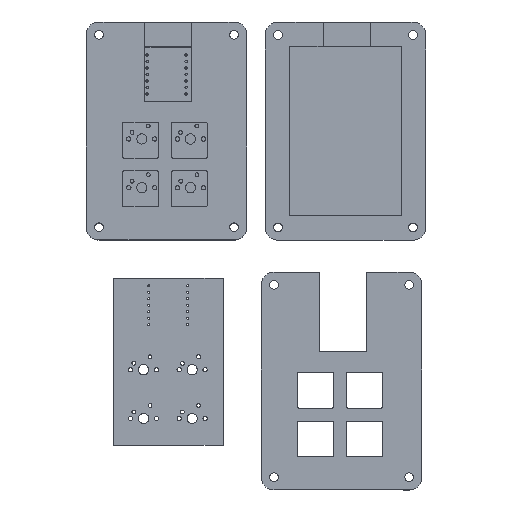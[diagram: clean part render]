
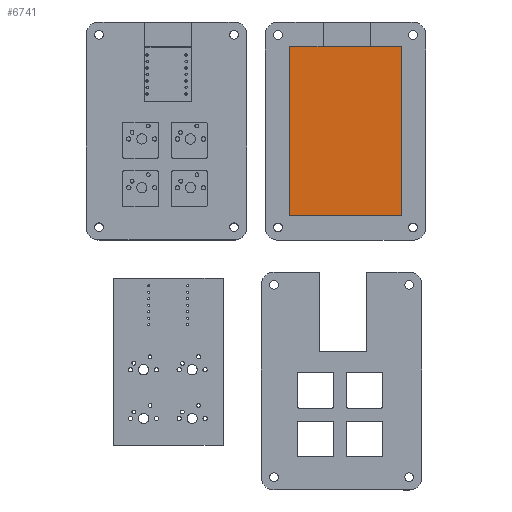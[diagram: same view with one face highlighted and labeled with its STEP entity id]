
A CAD part, top view. The second image highlights one B-rep face of the part: STEP entity #6741.
In plain terms, the highlighted planar face has unit normal (0, 0, 1).
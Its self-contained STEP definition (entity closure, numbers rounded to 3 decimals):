
#1089=FACE_OUTER_BOUND('',#1473,.T.);
#1473=EDGE_LOOP('',(#5773,#5774,#5775,#5776));
#2052=LINE('',#12523,#2592);
#2054=LINE('',#12527,#2594);
#2055=LINE('',#12529,#2595);
#2056=LINE('',#12530,#2596);
#2592=VECTOR('',#7864,10.);
#2594=VECTOR('',#7868,10.);
#2595=VECTOR('',#7869,10.);
#2596=VECTOR('',#7870,10.);
#3221=VERTEX_POINT('',#12520);
#3222=VERTEX_POINT('',#12522);
#3223=VERTEX_POINT('',#12526);
#3224=VERTEX_POINT('',#12528);
#4108=EDGE_CURVE('',#3221,#3222,#2052,.T.);
#4110=EDGE_CURVE('',#3223,#3221,#2054,.T.);
#4111=EDGE_CURVE('',#3224,#3223,#2055,.T.);
#4112=EDGE_CURVE('',#3222,#3224,#2056,.T.);
#5773=ORIENTED_EDGE('',*,*,#4110,.F.);
#5774=ORIENTED_EDGE('',*,*,#4111,.F.);
#5775=ORIENTED_EDGE('',*,*,#4112,.F.);
#5776=ORIENTED_EDGE('',*,*,#4108,.F.);
#6450=PLANE('',#7003);
#6741=ADVANCED_FACE('',(#1089),#6450,.T.);
#7003=AXIS2_PLACEMENT_3D('',#12525,#7866,#7867);
#7864=DIRECTION('',(1.,0.,0.));
#7866=DIRECTION('center_axis',(0.,0.,1.));
#7867=DIRECTION('ref_axis',(1.,0.,0.));
#7868=DIRECTION('',(0.,1.,0.));
#7869=DIRECTION('',(-1.,0.,0.));
#7870=DIRECTION('',(0.,-1.,0.));
#12520=CARTESIAN_POINT('',(0.,66.275,3.));
#12522=CARTESIAN_POINT('',(43.862,66.275,3.));
#12523=CARTESIAN_POINT('',(10.966,66.275,3.));
#12525=CARTESIAN_POINT('Origin',(21.931,33.138,3.));
#12526=CARTESIAN_POINT('',(0.,0.,3.));
#12527=CARTESIAN_POINT('',(0.,16.569,3.));
#12528=CARTESIAN_POINT('',(43.862,0.,3.));
#12529=CARTESIAN_POINT('',(32.897,0.,3.));
#12530=CARTESIAN_POINT('',(43.862,49.706,3.));
